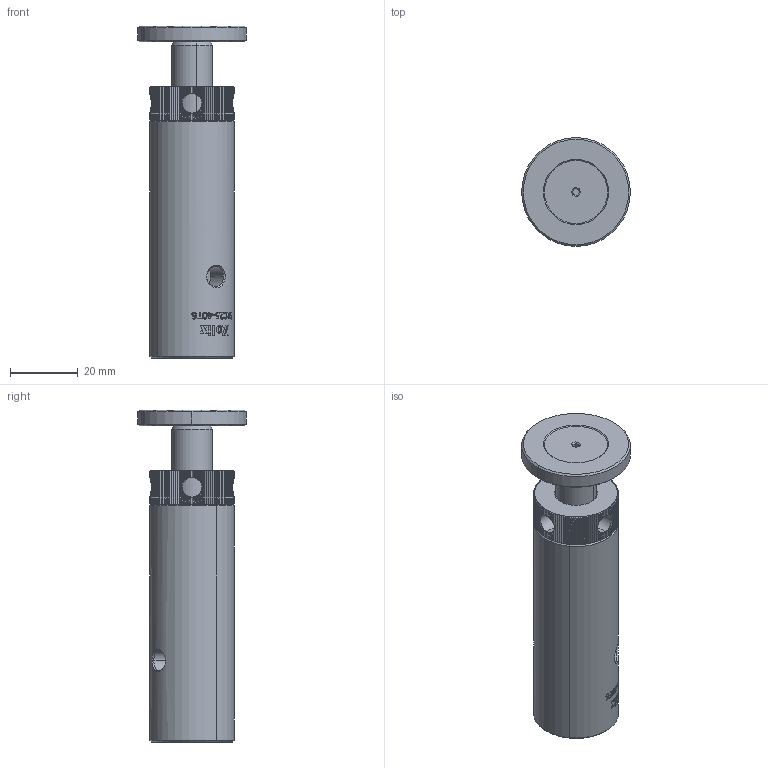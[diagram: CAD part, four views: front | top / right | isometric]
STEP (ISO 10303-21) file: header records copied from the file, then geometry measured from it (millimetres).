
FILE_DESCRIPTION (( 'STEP AP203' ), '1' );
FILE_NAME ('SRC25-40T6.STEP', '2025-07-01T01:56:39', ( '' ), ( '' ), 'SwSTEP 2.0', 'SolidWorks 2020', '' );
FILE_SCHEMA (( 'CONFIG_CONTROL_DESIGN' ));
Products named in the file (1): SRC25-40T6
Bounding box: 32 x 32 x 97.72 mm (x, y, z)
Volume: 42846.4 mm3; surface area: 16602.1 mm2
Topology: 4 solids, 5 shells, 1239 faces, 3078 edges, 1872 vertices
Faces by surface type: plane 408, bspline 333, cone 277, cylinder 219, torus 2
Entity records: 60382 total; most frequent: CARTESIAN_POINT 35155, ORIENTED_EDGE 6144, DIRECTION 3779, EDGE_CURVE 3072, VERTEX_POINT 1872, B_SPLINE_CURVE_WITH_KNOTS 1651, AXIS2_PLACEMENT_3D 1535, EDGE_LOOP 1282
